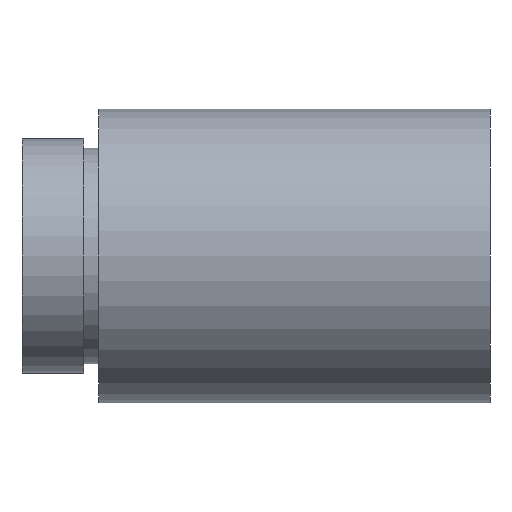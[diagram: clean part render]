
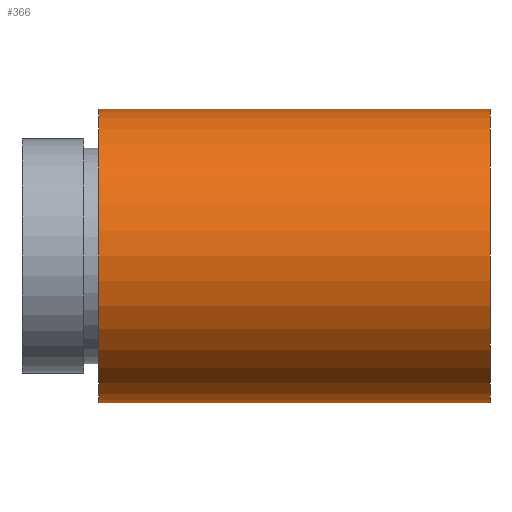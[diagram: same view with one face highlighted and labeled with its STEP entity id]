
A CAD part, left-side view. The second image highlights one B-rep face of the part: STEP entity #366.
In plain terms, the highlighted cylindrical face has radius 9.525 mm (diameter 19.05 mm), a partial arc.
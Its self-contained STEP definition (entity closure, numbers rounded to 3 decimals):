
#26 = CARTESIAN_POINT ( 'NONE',  ( 0., 25.4, -9.525 ) ) ;
#33 = DIRECTION ( 'NONE',  ( 0., 0., 1. ) ) ;
#34 = ORIENTED_EDGE ( 'NONE', *, *, #220, .F. ) ;
#56 = ORIENTED_EDGE ( 'NONE', *, *, #247, .T. ) ;
#77 = CARTESIAN_POINT ( 'NONE',  ( 0., 161.376, -9.525 ) ) ;
#112 = LINE ( 'NONE', #77, #191 ) ;
#118 = FACE_OUTER_BOUND ( 'NONE', #441, .T. ) ;
#121 = AXIS2_PLACEMENT_3D ( 'NONE', #468, #272, #425 ) ;
#122 = VERTEX_POINT ( 'NONE', #26 ) ;
#125 = ORIENTED_EDGE ( 'NONE', *, *, #361, .T. ) ;
#157 = CIRCLE ( 'NONE', #418, 9.525 ) ;
#187 = CARTESIAN_POINT ( 'NONE',  ( 0., 161.376, 9.525 ) ) ;
#191 = VECTOR ( 'NONE', #223, 1000. ) ;
#195 = EDGE_CURVE ( 'NONE', #525, #122, #112, .T. ) ;
#220 = EDGE_CURVE ( 'NONE', #122, #257, #157, .T. ) ;
#223 = DIRECTION ( 'NONE',  ( 0., 1., 0. ) ) ;
#247 = EDGE_CURVE ( 'NONE', #525, #285, #306, .T. ) ;
#257 = VERTEX_POINT ( 'NONE', #472 ) ;
#265 = CARTESIAN_POINT ( 'NONE',  ( 0., 25.4, 0. ) ) ;
#272 = DIRECTION ( 'NONE',  ( 0., 1., 0. ) ) ;
#285 = VERTEX_POINT ( 'NONE', #566 ) ;
#306 = CIRCLE ( 'NONE', #542, 9.525 ) ;
#313 = DIRECTION ( 'NONE',  ( 0., 1., 0. ) ) ;
#314 = LINE ( 'NONE', #187, #439 ) ;
#361 = EDGE_CURVE ( 'NONE', #285, #257, #314, .T. ) ;
#366 = ADVANCED_FACE ( 'NONE', ( #118 ), #385, .T. ) ;
#374 = DIRECTION ( 'NONE',  ( 0., 0., 1. ) ) ;
#385 = CYLINDRICAL_SURFACE ( 'NONE', #121, 9.525 ) ;
#390 = CARTESIAN_POINT ( 'NONE',  ( 0., 0., -9.525 ) ) ;
#416 = DIRECTION ( 'NONE',  ( 0., 1., 0. ) ) ;
#418 = AXIS2_PLACEMENT_3D ( 'NONE', #265, #313, #33 ) ;
#425 = DIRECTION ( 'NONE',  ( 0., 0., 1. ) ) ;
#439 = VECTOR ( 'NONE', #511, 1000. ) ;
#441 = EDGE_LOOP ( 'NONE', ( #513, #56, #125, #34 ) ) ;
#468 = CARTESIAN_POINT ( 'NONE',  ( 0., 161.376, 0. ) ) ;
#472 = CARTESIAN_POINT ( 'NONE',  ( 0., 25.4, 9.525 ) ) ;
#511 = DIRECTION ( 'NONE',  ( 0., 1., 0. ) ) ;
#513 = ORIENTED_EDGE ( 'NONE', *, *, #195, .F. ) ;
#525 = VERTEX_POINT ( 'NONE', #390 ) ;
#542 = AXIS2_PLACEMENT_3D ( 'NONE', #619, #416, #374 ) ;
#566 = CARTESIAN_POINT ( 'NONE',  ( 0., 0., 9.525 ) ) ;
#619 = CARTESIAN_POINT ( 'NONE',  ( 0., 0., 0. ) ) ;
